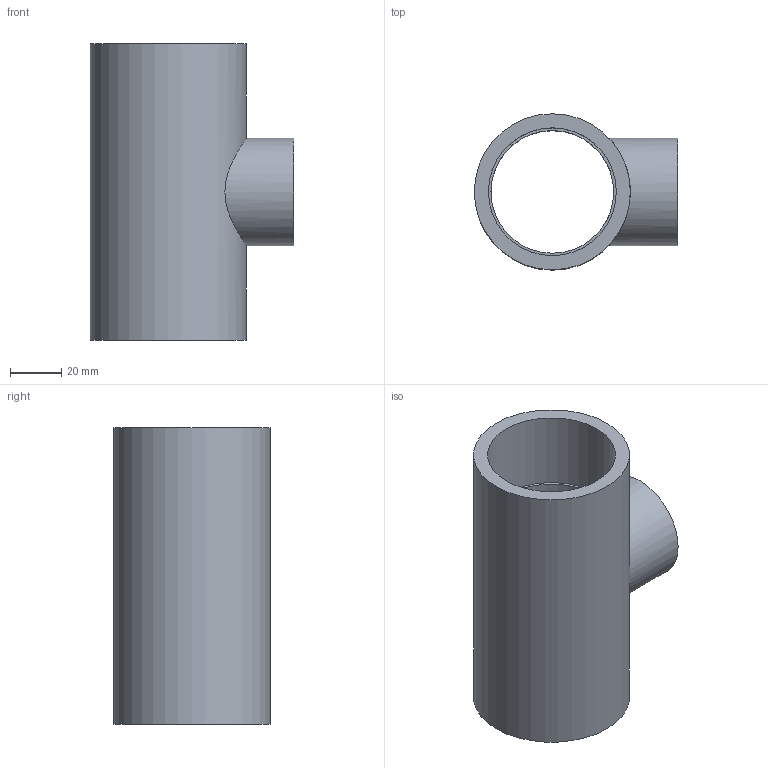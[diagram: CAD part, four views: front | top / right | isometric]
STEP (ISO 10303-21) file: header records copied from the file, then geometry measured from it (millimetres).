
FILE_DESCRIPTION(/* description */ (''),/* implementation_level */ '2;1');
FILE_NAME(/* name */ 'TRIV050032.ipt.stp',/* time_stamp */ '2013-10-01T14:56:28+02:00',/* author */ ('bfaro'),/* organization */ (''),/* preprocessor_version */ 'ST-DEVELOPER v15.2',/* originating_system */ 'Autodesk Inventor 2014',/* authorisation */ '');
FILE_SCHEMA (('AUTOMOTIVE_DESIGN { 1 0 10303 214 3 1 1 }'));
Length unit declared in the file: millimetre
Products named in the file (1): TRIV050032
Bounding box: 79.5 x 61 x 116 mm (x, y, z)
Volume: 126905.6 mm3; surface area: 46422 mm2
Topology: 1 solids, 1 shells, 13 faces, 30 edges, 21 vertices
Faces by surface type: cylinder 7, plane 6
Full cylindrical faces by diameter (mm): 31 x1, 32 x1, 42 x1, 48 x1, 50 x2, 61 x1
Entity records: 435 total; most frequent: CARTESIAN_POINT 165, DIRECTION 52, ORIENTED_EDGE 34, EDGE_LOOP 28, AXIS2_PLACEMENT_3D 26, FACE_BOUND 18, VERTEX_POINT 17, EDGE_CURVE 17
